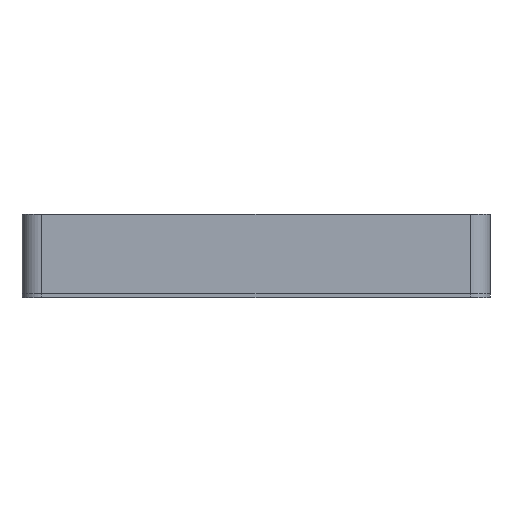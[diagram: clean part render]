
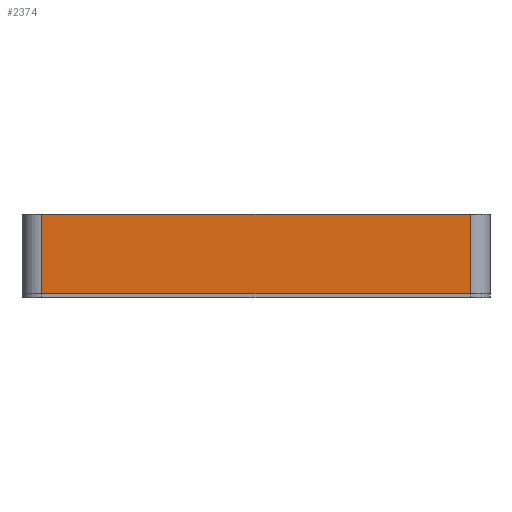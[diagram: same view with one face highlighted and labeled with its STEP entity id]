
A CAD part, front view. The second image highlights one B-rep face of the part: STEP entity #2374.
In plain terms, the highlighted planar face has unit normal (0, -1, 0).
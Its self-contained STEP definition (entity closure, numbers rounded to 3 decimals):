
#436 = PLANE('',#437);
#437 = AXIS2_PLACEMENT_3D('',#438,#439,#440);
#438 = CARTESIAN_POINT('',(-54.,-10.,0.));
#439 = DIRECTION('',(0.,1.,0.));
#440 = DIRECTION('',(1.,0.,0.));
#739 = CYLINDRICAL_SURFACE('',#740,5.);
#740 = AXIS2_PLACEMENT_3D('',#741,#742,#743);
#741 = CARTESIAN_POINT('',(54.,-5.,1.));
#742 = DIRECTION('',(-0.,-0.,-1.));
#743 = DIRECTION('',(1.,0.,0.));
#767 = PLANE('',#768);
#768 = AXIS2_PLACEMENT_3D('',#769,#770,#771);
#769 = CARTESIAN_POINT('',(3.808,36.186,21.));
#770 = DIRECTION('',(0.,0.,1.));
#771 = DIRECTION('',(1.,0.,0.));
#853 = VERTEX_POINT('',#854);
#854 = CARTESIAN_POINT('',(54.,-10.,1.));
#903 = VERTEX_POINT('',#904);
#904 = CARTESIAN_POINT('',(-54.,-10.,1.));
#925 = EDGE_CURVE('',#903,#853,#926,.T.);
#926 = SURFACE_CURVE('',#927,(#931,#938),.PCURVE_S1.);
#927 = LINE('',#928,#929);
#928 = CARTESIAN_POINT('',(-54.,-10.,1.));
#929 = VECTOR('',#930,1.);
#930 = DIRECTION('',(1.,0.,0.));
#931 = PCURVE('',#436,#932);
#932 = DEFINITIONAL_REPRESENTATION('',(#933),#937);
#933 = LINE('',#934,#935);
#934 = CARTESIAN_POINT('',(0.,-1.));
#935 = VECTOR('',#936,1.);
#936 = DIRECTION('',(1.,0.));
#937 = ( GEOMETRIC_REPRESENTATION_CONTEXT(2) 
PARAMETRIC_REPRESENTATION_CONTEXT() REPRESENTATION_CONTEXT('2D SPACE',''
  ) );
#938 = PCURVE('',#939,#944);
#939 = PLANE('',#940);
#940 = AXIS2_PLACEMENT_3D('',#941,#942,#943);
#941 = CARTESIAN_POINT('',(-54.,-10.,1.));
#942 = DIRECTION('',(0.,1.,0.));
#943 = DIRECTION('',(1.,0.,0.));
#944 = DEFINITIONAL_REPRESENTATION('',(#945),#949);
#945 = LINE('',#946,#947);
#946 = CARTESIAN_POINT('',(0.,0.));
#947 = VECTOR('',#948,1.);
#948 = DIRECTION('',(1.,0.));
#949 = ( GEOMETRIC_REPRESENTATION_CONTEXT(2) 
PARAMETRIC_REPRESENTATION_CONTEXT() REPRESENTATION_CONTEXT('2D SPACE',''
  ) );
#994 = CYLINDRICAL_SURFACE('',#995,5.);
#995 = AXIS2_PLACEMENT_3D('',#996,#997,#998);
#996 = CARTESIAN_POINT('',(-54.,-5.,1.));
#997 = DIRECTION('',(-0.,-0.,-1.));
#998 = DIRECTION('',(1.,0.,0.));
#1814 = EDGE_CURVE('',#853,#1815,#1817,.T.);
#1815 = VERTEX_POINT('',#1816);
#1816 = CARTESIAN_POINT('',(54.,-10.,21.));
#1817 = SURFACE_CURVE('',#1818,(#1822,#1829),.PCURVE_S1.);
#1818 = LINE('',#1819,#1820);
#1819 = CARTESIAN_POINT('',(54.,-10.,1.));
#1820 = VECTOR('',#1821,1.);
#1821 = DIRECTION('',(0.,0.,1.));
#1822 = PCURVE('',#739,#1823);
#1823 = DEFINITIONAL_REPRESENTATION('',(#1824),#1828);
#1824 = LINE('',#1825,#1826);
#1825 = CARTESIAN_POINT('',(-4.712,0.));
#1826 = VECTOR('',#1827,1.);
#1827 = DIRECTION('',(-0.,-1.));
#1828 = ( GEOMETRIC_REPRESENTATION_CONTEXT(2) 
PARAMETRIC_REPRESENTATION_CONTEXT() REPRESENTATION_CONTEXT('2D SPACE',''
  ) );
#1829 = PCURVE('',#939,#1830);
#1830 = DEFINITIONAL_REPRESENTATION('',(#1831),#1835);
#1831 = LINE('',#1832,#1833);
#1832 = CARTESIAN_POINT('',(108.,0.));
#1833 = VECTOR('',#1834,1.);
#1834 = DIRECTION('',(0.,-1.));
#1835 = ( GEOMETRIC_REPRESENTATION_CONTEXT(2) 
PARAMETRIC_REPRESENTATION_CONTEXT() REPRESENTATION_CONTEXT('2D SPACE',''
  ) );
#1869 = EDGE_CURVE('',#1870,#1815,#1872,.T.);
#1870 = VERTEX_POINT('',#1871);
#1871 = CARTESIAN_POINT('',(-54.,-10.,21.));
#1872 = SURFACE_CURVE('',#1873,(#1877,#1884),.PCURVE_S1.);
#1873 = LINE('',#1874,#1875);
#1874 = CARTESIAN_POINT('',(-54.,-10.,21.));
#1875 = VECTOR('',#1876,1.);
#1876 = DIRECTION('',(1.,0.,0.));
#1877 = PCURVE('',#767,#1878);
#1878 = DEFINITIONAL_REPRESENTATION('',(#1879),#1883);
#1879 = LINE('',#1880,#1881);
#1880 = CARTESIAN_POINT('',(-57.808,-46.186));
#1881 = VECTOR('',#1882,1.);
#1882 = DIRECTION('',(1.,0.));
#1883 = ( GEOMETRIC_REPRESENTATION_CONTEXT(2) 
PARAMETRIC_REPRESENTATION_CONTEXT() REPRESENTATION_CONTEXT('2D SPACE',''
  ) );
#1884 = PCURVE('',#939,#1885);
#1885 = DEFINITIONAL_REPRESENTATION('',(#1886),#1890);
#1886 = LINE('',#1887,#1888);
#1887 = CARTESIAN_POINT('',(0.,-20.));
#1888 = VECTOR('',#1889,1.);
#1889 = DIRECTION('',(1.,0.));
#1890 = ( GEOMETRIC_REPRESENTATION_CONTEXT(2) 
PARAMETRIC_REPRESENTATION_CONTEXT() REPRESENTATION_CONTEXT('2D SPACE',''
  ) );
#2374 = ADVANCED_FACE('',(#2375),#939,.F.);
#2375 = FACE_BOUND('',#2376,.F.);
#2376 = EDGE_LOOP('',(#2377,#2398,#2399,#2400));
#2377 = ORIENTED_EDGE('',*,*,#2378,.T.);
#2378 = EDGE_CURVE('',#903,#1870,#2379,.T.);
#2379 = SURFACE_CURVE('',#2380,(#2384,#2391),.PCURVE_S1.);
#2380 = LINE('',#2381,#2382);
#2381 = CARTESIAN_POINT('',(-54.,-10.,1.));
#2382 = VECTOR('',#2383,1.);
#2383 = DIRECTION('',(0.,0.,1.));
#2384 = PCURVE('',#939,#2385);
#2385 = DEFINITIONAL_REPRESENTATION('',(#2386),#2390);
#2386 = LINE('',#2387,#2388);
#2387 = CARTESIAN_POINT('',(0.,0.));
#2388 = VECTOR('',#2389,1.);
#2389 = DIRECTION('',(0.,-1.));
#2390 = ( GEOMETRIC_REPRESENTATION_CONTEXT(2) 
PARAMETRIC_REPRESENTATION_CONTEXT() REPRESENTATION_CONTEXT('2D SPACE',''
  ) );
#2391 = PCURVE('',#994,#2392);
#2392 = DEFINITIONAL_REPRESENTATION('',(#2393),#2397);
#2393 = LINE('',#2394,#2395);
#2394 = CARTESIAN_POINT('',(-4.712,0.));
#2395 = VECTOR('',#2396,1.);
#2396 = DIRECTION('',(-0.,-1.));
#2397 = ( GEOMETRIC_REPRESENTATION_CONTEXT(2) 
PARAMETRIC_REPRESENTATION_CONTEXT() REPRESENTATION_CONTEXT('2D SPACE',''
  ) );
#2398 = ORIENTED_EDGE('',*,*,#1869,.T.);
#2399 = ORIENTED_EDGE('',*,*,#1814,.F.);
#2400 = ORIENTED_EDGE('',*,*,#925,.F.);
